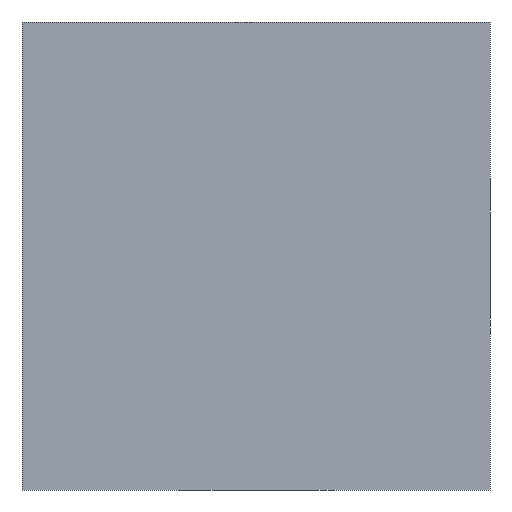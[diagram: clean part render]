
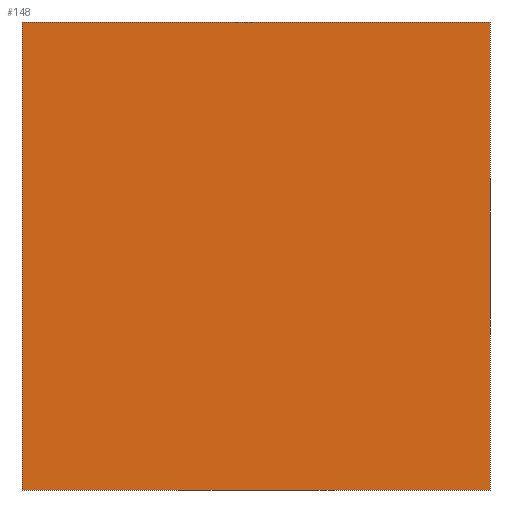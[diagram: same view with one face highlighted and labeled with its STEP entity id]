
A CAD part, front view. The second image highlights one B-rep face of the part: STEP entity #148.
In plain terms, the highlighted planar face has unit normal (0, -1, 0).
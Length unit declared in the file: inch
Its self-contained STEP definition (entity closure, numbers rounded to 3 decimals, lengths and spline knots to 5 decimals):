
#13 = LINE ( 'NONE', #175, #14 ) ;
#14 = VECTOR ( 'NONE', #166, 39.37008 ) ;
#15 = FACE_OUTER_BOUND ( 'NONE', #366, .T. ) ;
#19 = VECTOR ( 'NONE', #267, 39.37008 ) ;
#22 = VECTOR ( 'NONE', #262, 39.37008 ) ;
#23 = LINE ( 'NONE', #258, #22 ) ;
#32 = LINE ( 'NONE', #250, #19 ) ;
#54 = VERTEX_POINT ( 'NONE', #253 ) ;
#61 = VERTEX_POINT ( 'NONE', #196 ) ;
#62 = ORIENTED_EDGE ( 'NONE', *, *, #75, .F. ) ;
#63 = ORIENTED_EDGE ( 'NONE', *, *, #99, .F. ) ;
#69 = ORIENTED_EDGE ( 'NONE', *, *, #351, .F. ) ;
#70 = ORIENTED_EDGE ( 'NONE', *, *, #188, .F. ) ;
#75 = EDGE_CURVE ( 'NONE', #284, #61, #23, .T. ) ;
#78 = VERTEX_POINT ( 'NONE', #279 ) ;
#99 = EDGE_CURVE ( 'NONE', #78, #284, #32, .T. ) ;
#100 = CARTESIAN_POINT ( 'NONE',  ( 0.16, 0., 0.16 ) ) ;
#128 = CARTESIAN_POINT ( 'NONE',  ( -0.16, 0., 0.16 ) ) ;
#148 = ADVANCED_FACE ( 'NONE', ( #15 ), #243, .T. ) ;
#151 = DIRECTION ( 'NONE',  ( 0., 0., 1. ) ) ;
#166 = DIRECTION ( 'NONE',  ( -1., 0., 0. ) ) ;
#175 = CARTESIAN_POINT ( 'NONE',  ( -0.16, 0., -0.16 ) ) ;
#188 = EDGE_CURVE ( 'NONE', #61, #54, #13, .T. ) ;
#196 = CARTESIAN_POINT ( 'NONE',  ( 0.16, 0., -0.16 ) ) ;
#210 = CARTESIAN_POINT ( 'NONE',  ( 0., 0., 0. ) ) ;
#212 = DIRECTION ( 'NONE',  ( 0., 0., -1. ) ) ;
#243 = PLANE ( 'NONE',  #275 ) ;
#250 = CARTESIAN_POINT ( 'NONE',  ( -0.16, 0., 0.16 ) ) ;
#253 = CARTESIAN_POINT ( 'NONE',  ( -0.16, 0., -0.16 ) ) ;
#258 = CARTESIAN_POINT ( 'NONE',  ( 0.16, 0., 0.16 ) ) ;
#262 = DIRECTION ( 'NONE',  ( 0., 0., -1. ) ) ;
#267 = DIRECTION ( 'NONE',  ( 1., 0., 0. ) ) ;
#275 = AXIS2_PLACEMENT_3D ( 'NONE', #210, #276, #212 ) ;
#276 = DIRECTION ( 'NONE',  ( 0., -1., 0. ) ) ;
#279 = CARTESIAN_POINT ( 'NONE',  ( -0.16, 0., 0.16 ) ) ;
#284 = VERTEX_POINT ( 'NONE', #100 ) ;
#324 = VECTOR ( 'NONE', #151, 39.37008 ) ;
#348 = LINE ( 'NONE', #128, #324 ) ;
#351 = EDGE_CURVE ( 'NONE', #54, #78, #348, .T. ) ;
#366 = EDGE_LOOP ( 'NONE', ( #62, #63, #69, #70 ) ) ;
